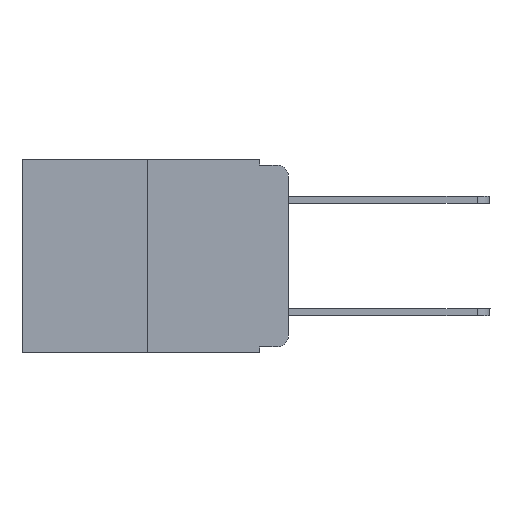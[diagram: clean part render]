
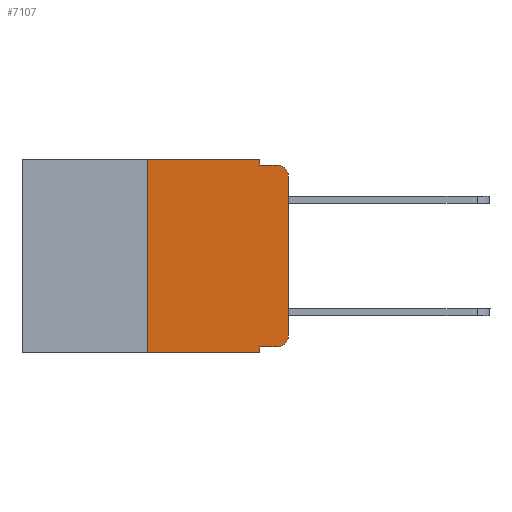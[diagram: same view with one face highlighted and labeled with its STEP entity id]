
A CAD part, left-side view. The second image highlights one B-rep face of the part: STEP entity #7107.
In plain terms, the highlighted planar face has unit normal (-1, 0, 0).
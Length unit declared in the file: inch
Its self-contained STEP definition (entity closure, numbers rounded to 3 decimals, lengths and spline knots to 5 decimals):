
#149 = LINE ( 'NONE', #6657, #11373 ) ;
#252 = LINE ( 'NONE', #10032, #9873 ) ;
#661 = DIRECTION ( 'NONE',  ( 0., -1., 0. ) ) ;
#802 = DIRECTION ( 'NONE',  ( 0., 0., -1. ) ) ;
#898 = LINE ( 'NONE', #6888, #12169 ) ;
#1109 = CARTESIAN_POINT ( 'NONE',  ( 0., 0.473, 0. ) ) ;
#1221 = VERTEX_POINT ( 'NONE', #10551 ) ;
#1327 = CARTESIAN_POINT ( 'NONE',  ( 0., 0., -0.03 ) ) ;
#1497 = CARTESIAN_POINT ( 'NONE',  ( 0., 0.051, 0. ) ) ;
#2120 = ORIENTED_EDGE ( 'NONE', *, *, #8614, .T. ) ;
#2758 = CIRCLE ( 'NONE', #13076, 0.02 ) ;
#3409 = CIRCLE ( 'NONE', #7528, 0.02 ) ;
#3531 = VERTEX_POINT ( 'NONE', #5256 ) ;
#3643 = ORIENTED_EDGE ( 'NONE', *, *, #14014, .T. ) ;
#3724 = DIRECTION ( 'NONE',  ( 0., 0., -1. ) ) ;
#3777 = VERTEX_POINT ( 'NONE', #9494 ) ;
#3981 = DIRECTION ( 'NONE',  ( 1., 0., 0. ) ) ;
#4000 = CARTESIAN_POINT ( 'NONE',  ( 0., 0.02, -0.01 ) ) ;
#4236 = CARTESIAN_POINT ( 'NONE',  ( 0., 0.051, -0.333 ) ) ;
#4297 = LINE ( 'NONE', #12962, #10989 ) ;
#4539 = LINE ( 'NONE', #15697, #12461 ) ;
#4839 = LINE ( 'NONE', #7166, #10966 ) ;
#4865 = ORIENTED_EDGE ( 'NONE', *, *, #13891, .F. ) ;
#5108 = CARTESIAN_POINT ( 'NONE',  ( 0., 0.02, -0.03 ) ) ;
#5195 = VERTEX_POINT ( 'NONE', #10627 ) ;
#5256 = CARTESIAN_POINT ( 'NONE',  ( 0., 0.051, -0.343 ) ) ;
#5452 = CARTESIAN_POINT ( 'NONE',  ( 0., 0.02, -0.313 ) ) ;
#5520 = EDGE_CURVE ( 'NONE', #5195, #9572, #10376, .T. ) ;
#5779 = EDGE_LOOP ( 'NONE', ( #8793, #3643, #14139, #12029, #4865, #6124, #9887, #8104, #13543, #2120 ) ) ;
#6124 = ORIENTED_EDGE ( 'NONE', *, *, #6925, .F. ) ;
#6388 = DIRECTION ( 'NONE',  ( -1., 0., 0. ) ) ;
#6657 = CARTESIAN_POINT ( 'NONE',  ( 0., 0., 0. ) ) ;
#6768 = EDGE_CURVE ( 'NONE', #8323, #9263, #149, .T. ) ;
#6888 = CARTESIAN_POINT ( 'NONE',  ( 0., 0.25, 0. ) ) ;
#6925 = EDGE_CURVE ( 'NONE', #12009, #1221, #898, .T. ) ;
#7107 = ADVANCED_FACE ( 'NONE', ( #13928 ), #15295, .F. ) ;
#7137 = CARTESIAN_POINT ( 'NONE',  ( 0., 0., -0.313 ) ) ;
#7138 = CARTESIAN_POINT ( 'NONE',  ( 0., 0.02, -0.333 ) ) ;
#7166 = CARTESIAN_POINT ( 'NONE',  ( 0., 0.051, 0. ) ) ;
#7188 = DIRECTION ( 'NONE',  ( 0., -1., 0. ) ) ;
#7528 = AXIS2_PLACEMENT_3D ( 'NONE', #5452, #14338, #802 ) ;
#8104 = ORIENTED_EDGE ( 'NONE', *, *, #13102, .F. ) ;
#8130 = VECTOR ( 'NONE', #7188, 39.37008 ) ;
#8323 = VERTEX_POINT ( 'NONE', #7137 ) ;
#8342 = DIRECTION ( 'NONE',  ( 0., 0., 1. ) ) ;
#8614 = EDGE_CURVE ( 'NONE', #9572, #8323, #3409, .T. ) ;
#8659 = EDGE_CURVE ( 'NONE', #3777, #15104, #4539, .T. ) ;
#8793 = ORIENTED_EDGE ( 'NONE', *, *, #6768, .T. ) ;
#8921 = DIRECTION ( 'NONE',  ( 0., 0., -1. ) ) ;
#9035 = EDGE_CURVE ( 'NONE', #12009, #3531, #252, .T. ) ;
#9263 = VERTEX_POINT ( 'NONE', #1327 ) ;
#9434 = VERTEX_POINT ( 'NONE', #1497 ) ;
#9494 = CARTESIAN_POINT ( 'NONE',  ( 0., 0.051, -0.01 ) ) ;
#9572 = VERTEX_POINT ( 'NONE', #7138 ) ;
#9873 = VECTOR ( 'NONE', #14967, 39.37008 ) ;
#9887 = ORIENTED_EDGE ( 'NONE', *, *, #9035, .T. ) ;
#10032 = CARTESIAN_POINT ( 'NONE',  ( 0., 0.473, -0.343 ) ) ;
#10376 = LINE ( 'NONE', #4236, #12933 ) ;
#10443 = CARTESIAN_POINT ( 'NONE',  ( 0., 0.25, -0.343 ) ) ;
#10551 = CARTESIAN_POINT ( 'NONE',  ( 0., 0.25, 0. ) ) ;
#10627 = CARTESIAN_POINT ( 'NONE',  ( 0., 0.051, -0.333 ) ) ;
#10966 = VECTOR ( 'NONE', #14858, 39.37008 ) ;
#10989 = VECTOR ( 'NONE', #11731, 39.37008 ) ;
#11373 = VECTOR ( 'NONE', #11603, 39.37008 ) ;
#11603 = DIRECTION ( 'NONE',  ( 0., 0., 1. ) ) ;
#11731 = DIRECTION ( 'NONE',  ( 0., 0., -1. ) ) ;
#12009 = VERTEX_POINT ( 'NONE', #10443 ) ;
#12029 = ORIENTED_EDGE ( 'NONE', *, *, #13802, .F. ) ;
#12169 = VECTOR ( 'NONE', #8342, 39.37008 ) ;
#12461 = VECTOR ( 'NONE', #12888, 39.37008 ) ;
#12888 = DIRECTION ( 'NONE',  ( 0., -1., 0. ) ) ;
#12933 = VECTOR ( 'NONE', #661, 39.37008 ) ;
#12962 = CARTESIAN_POINT ( 'NONE',  ( 0., 0.051, 0. ) ) ;
#13042 = LINE ( 'NONE', #1109, #8130 ) ;
#13076 = AXIS2_PLACEMENT_3D ( 'NONE', #5108, #6388, #3724 ) ;
#13102 = EDGE_CURVE ( 'NONE', #5195, #3531, #4839, .T. ) ;
#13543 = ORIENTED_EDGE ( 'NONE', *, *, #5520, .T. ) ;
#13802 = EDGE_CURVE ( 'NONE', #9434, #3777, #4297, .T. ) ;
#13891 = EDGE_CURVE ( 'NONE', #1221, #9434, #13042, .T. ) ;
#13928 = FACE_OUTER_BOUND ( 'NONE', #5779, .T. ) ;
#14014 = EDGE_CURVE ( 'NONE', #9263, #15104, #2758, .T. ) ;
#14083 = CARTESIAN_POINT ( 'NONE',  ( 0., 0.473, 0. ) ) ;
#14139 = ORIENTED_EDGE ( 'NONE', *, *, #8659, .F. ) ;
#14338 = DIRECTION ( 'NONE',  ( -1., 0., 0. ) ) ;
#14738 = AXIS2_PLACEMENT_3D ( 'NONE', #14083, #3981, #8921 ) ;
#14858 = DIRECTION ( 'NONE',  ( 0., 0., -1. ) ) ;
#14967 = DIRECTION ( 'NONE',  ( 0., -1., 0. ) ) ;
#15104 = VERTEX_POINT ( 'NONE', #4000 ) ;
#15295 = PLANE ( 'NONE',  #14738 ) ;
#15697 = CARTESIAN_POINT ( 'NONE',  ( 0., 0.051, -0.01 ) ) ;
